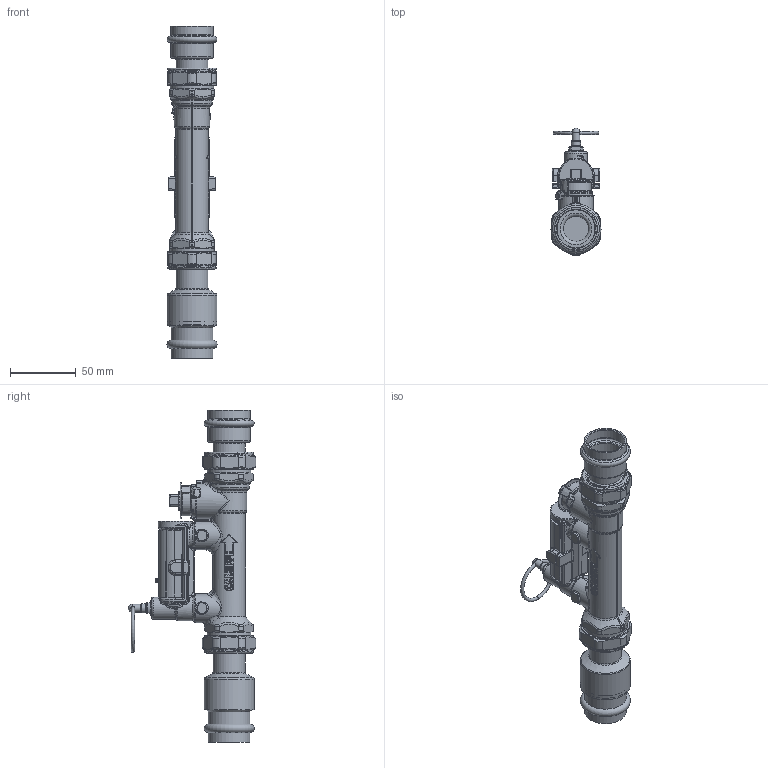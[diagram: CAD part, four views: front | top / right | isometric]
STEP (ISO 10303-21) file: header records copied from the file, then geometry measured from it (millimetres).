
FILE_DESCRIPTION(/* description */ (''),/* implementation_level */ '2;1');
FILE_NAME(/* name */ '132656AFC.stp',/* time_stamp */ '2025-07-15T11:42:14-05:00',/* author */ ('ischreiner'),/* organization */ (''),/* preprocessor_version */ 'ST-DEVELOPER v20',/* originating_system */ 'Autodesk Inventor 2025',/* authorisation */ '');
FILE_SCHEMA (('CONFIG_CONTROL_DESIGN','AUTOMOTIVE_DESIGN { 1 0 10303 214 3 1 1 }'));
Products named in the file (6): 132656AFC; 132637 - TST; F0000698 1 inch slip nut; NA10704; NA10410 Nibco fitting; NA10404 - 1 inch press fit for 1 inch nut
Assembly tree (6 placements, depth 2):
  132656AFC
    132637 - TST
    F0000698 1 inch slip nut  x2
    NA10704
    NA10410 Nibco fitting
    NA10404 - 1 inch press fit for 1 inch nut
Bounding box: 38.18 x 97.4 x 253.46 mm (x, y, z)
Volume: 204584.8 mm3; surface area: 70992 mm2
Topology: 9 solids, 9 shells, 2044 faces, 4829 edges, 2737 vertices
Faces by surface type: bspline 996, cylinder 432, plane 295, sphere 115, torus 110, cone 96
Full cylindrical faces by diameter (mm): 2.5 x1, 3 x1, 3.1 x1, 3.3 x1, 4.1 x1, 4.2 x1, 6 x2, 7 x1, 14.5 x1, 17 x1, 19.05 x1, 20.091 x2, 20.599 x1, 22 x1, 22.7 x2, 24.003 x1, 24.2 x1, 24.384 x2, 26 x1, 27.686 x2, 28.804 x1, 28.956 x2, 29.464 x1, 29.591 x1, 30.5 x2, 31.039 x1, 31.826 x3, 32.385 x2, 33.1 x2, 37 x4
Entity records: 127625 total; most frequent: CARTESIAN_POINT 87611, ORIENTED_EDGE 8930, DIRECTION 7247, EDGE_CURVE 4465, AXIS2_PLACEMENT_3D 3148, VERTEX_POINT 2588, EDGE_LOOP 1991, FACE_OUTER_BOUND 1933
